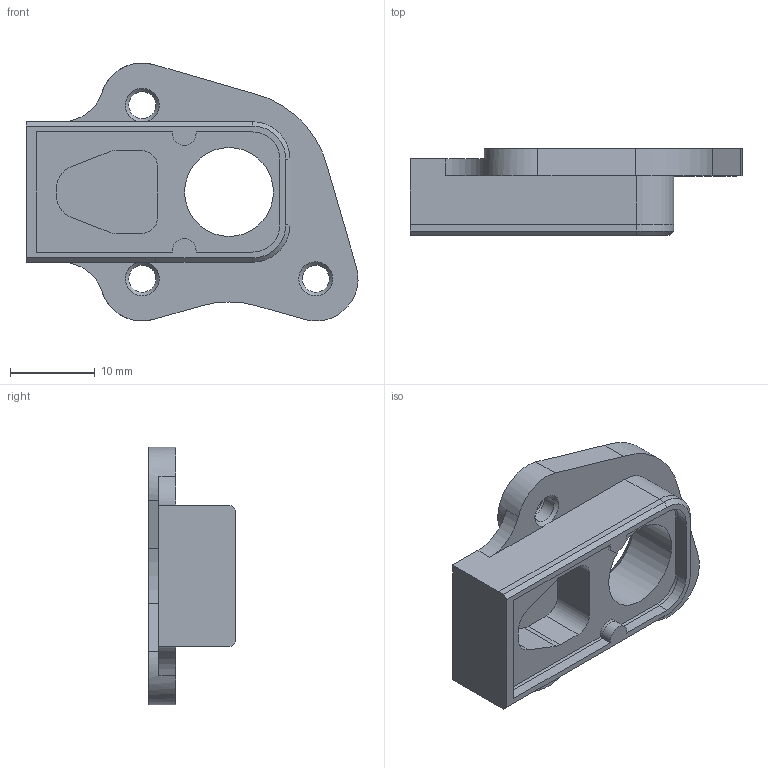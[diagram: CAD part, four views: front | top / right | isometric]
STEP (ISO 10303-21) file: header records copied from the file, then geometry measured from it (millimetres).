
FILE_DESCRIPTION(/* description */ (''),/* implementation_level */ '2;1');
FILE_NAME(/* name */ '6,5mm.step',/* time_stamp */ '2024-06-26T00:03:23+02:00',/* author */ (''),/* organization */ (''),/* preprocessor_version */ 'ST-DEVELOPER v20',/* originating_system */ 'Autodesk Translation Framework v13.14.0.145',/* authorisation */ '');
FILE_SCHEMA (('AUTOMOTIVE_DESIGN { 1 0 10303 214 3 1 1 }'));
Length unit declared in the file: millimetre
Products named in the file (1): 6,5mm
Bounding box: 39.25 x 10.24 x 30.49 mm (x, y, z)
Volume: 3956.8 mm3; surface area: 3303.2 mm2
Topology: 1 solids, 1 shells, 92 faces, 242 edges, 156 vertices
Faces by surface type: plane 48, cylinder 34, cone 10
Full cylindrical faces by diameter (mm): 3.2 x3, 3.4 x3, 10.5 x1, 19 x1
Entity records: 2880 total; most frequent: DIRECTION 501, CARTESIAN_POINT 497, ORIENTED_EDGE 484, EDGE_CURVE 242, AXIS2_PLACEMENT_3D 169, LINE 163, VECTOR 163, VERTEX_POINT 156
